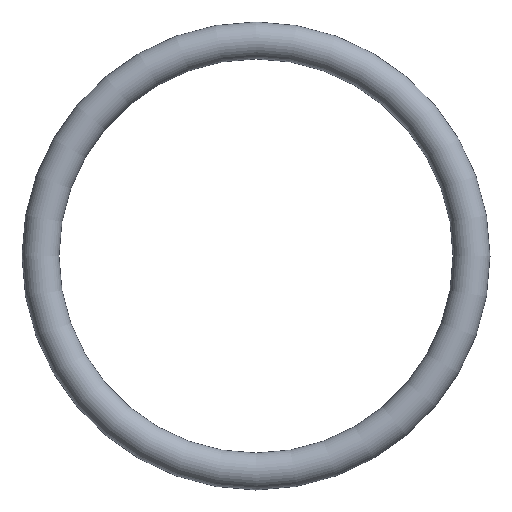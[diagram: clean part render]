
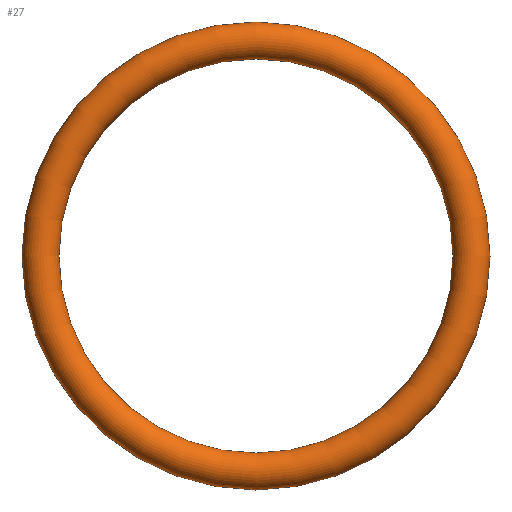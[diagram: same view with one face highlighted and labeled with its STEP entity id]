
A CAD part, front view. The second image highlights one B-rep face of the part: STEP entity #27.
In plain terms, the highlighted toroidal (fillet/blend) face has major radius 8.75 mm and minor radius 0.75 mm.
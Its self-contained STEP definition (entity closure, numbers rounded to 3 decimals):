
#15=FACE_OUTER_BOUND('',#16,.T.);
#16=EDGE_LOOP('',(#17,#19,#18,#20));
#17=ORIENTED_EDGE('',*,*,#21,.T.);
#18=ORIENTED_EDGE('',*,*,#21,.F.);
#19=ORIENTED_EDGE('',*,*,#22,.T.);
#20=ORIENTED_EDGE('',*,*,#22,.F.);
#21=EDGE_CURVE('',#23,#23,#24,.T.);
#22=EDGE_CURVE('',#23,#23,#25,.T.);
#23=VERTEX_POINT('',#51);
#24=CIRCLE('',#37,0.75);
#25=CIRCLE('',#38,9.5);
#26=TOROIDAL_SURFACE('',#36,8.75,0.75);
#27=ADVANCED_FACE('',(#15),#26,.T.);
#36=AXIS2_PLACEMENT_3D('',#48,#41,#42);
#37=AXIS2_PLACEMENT_3D('',#49,#43,#44);
#38=AXIS2_PLACEMENT_3D('',#50,#45,#46);
#41=DIRECTION('center_axis',(0.,1.,0.));
#42=DIRECTION('ref_axis',(0.,0.,1.));
#43=DIRECTION('center_axis',(-1.,0.,0.));
#44=DIRECTION('ref_axis',(0.,0.,1.));
#45=DIRECTION('center_axis',(0.,-1.,0.));
#46=DIRECTION('ref_axis',(0.,0.,1.));
#48=CARTESIAN_POINT('Origin',(0.,0.,
0.));
#49=CARTESIAN_POINT('Origin',(0.,0.,
8.75));
#50=CARTESIAN_POINT('Origin',(0.,0.,
0.));
#51=CARTESIAN_POINT('',(0.,0.,9.5));
